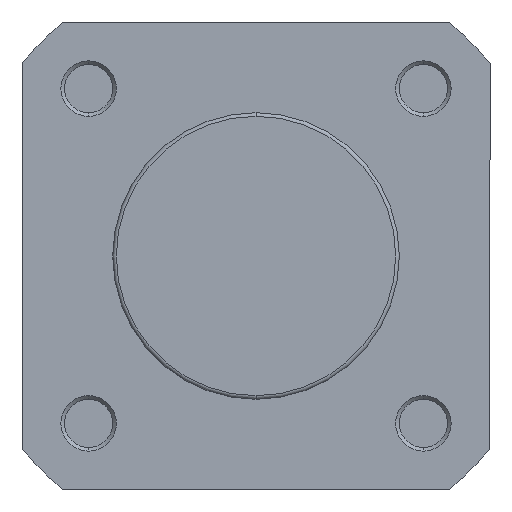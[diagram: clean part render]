
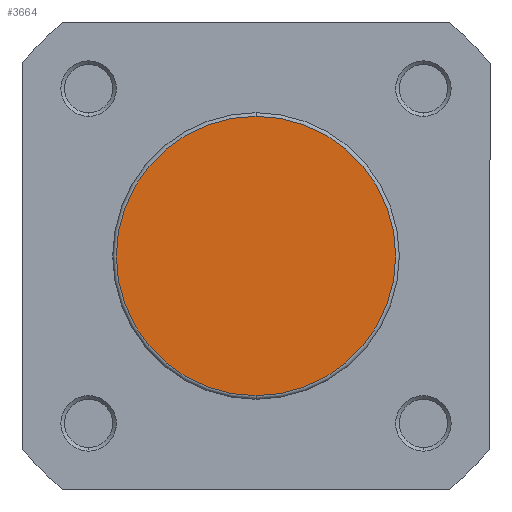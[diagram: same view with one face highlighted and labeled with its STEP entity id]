
A CAD part, left-side view. The second image highlights one B-rep face of the part: STEP entity #3664.
In plain terms, the highlighted planar face has unit normal (-1, 0, 0).
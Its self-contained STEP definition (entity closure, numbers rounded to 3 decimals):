
#156 = CARTESIAN_POINT ( 'NONE',  ( 0., 0., 19.4 ) ) ;
#164 = CARTESIAN_POINT ( 'NONE',  ( 0., 0., -19.4 ) ) ;
#537 = VERTEX_POINT ( 'NONE', #164 ) ;
#545 = VERTEX_POINT ( 'NONE', #156 ) ;
#884 = CIRCLE ( 'NONE', #5446, 19.4 ) ;
#1446 = CIRCLE ( 'NONE', #5513, 19.4 ) ;
#1536 = FACE_OUTER_BOUND ( 'NONE', #5569, .T. ) ;
#1865 = CARTESIAN_POINT ( 'NONE',  ( 0., 19.9, 0. ) ) ;
#1866 = PLANE ( 'NONE',  #2598 ) ;
#1868 = DIRECTION ( 'NONE',  ( 1., 0., 0. ) ) ;
#1869 = DIRECTION ( 'NONE',  ( 0., 0., -1. ) ) ;
#2598 = AXIS2_PLACEMENT_3D ( 'NONE', #1865, #1868, #1869 ) ;
#3186 = EDGE_CURVE ( 'NONE', #537, #545, #884, .T. ) ;
#3561 = EDGE_CURVE ( 'NONE', #545, #537, #1446, .T. ) ;
#3664 = ADVANCED_FACE ( 'NONE', ( #1536 ), #1866, .F. ) ;
#4133 = CARTESIAN_POINT ( 'NONE',  ( 0., 0., 0. ) ) ;
#4139 = DIRECTION ( 'NONE',  ( -1., 0., 0. ) ) ;
#4140 = DIRECTION ( 'NONE',  ( 0., 0., -1. ) ) ;
#4971 = CARTESIAN_POINT ( 'NONE',  ( 0., 0., 0. ) ) ;
#4972 = DIRECTION ( 'NONE',  ( -1., 0., 0. ) ) ;
#4973 = DIRECTION ( 'NONE',  ( 0., 0., -1. ) ) ;
#5200 = ORIENTED_EDGE ( 'NONE', *, *, #3561, .T. ) ;
#5220 = ORIENTED_EDGE ( 'NONE', *, *, #3186, .T. ) ;
#5446 = AXIS2_PLACEMENT_3D ( 'NONE', #4133, #4139, #4140 ) ;
#5513 = AXIS2_PLACEMENT_3D ( 'NONE', #4971, #4972, #4973 ) ;
#5569 = EDGE_LOOP ( 'NONE', ( #5220, #5200 ) ) ;
